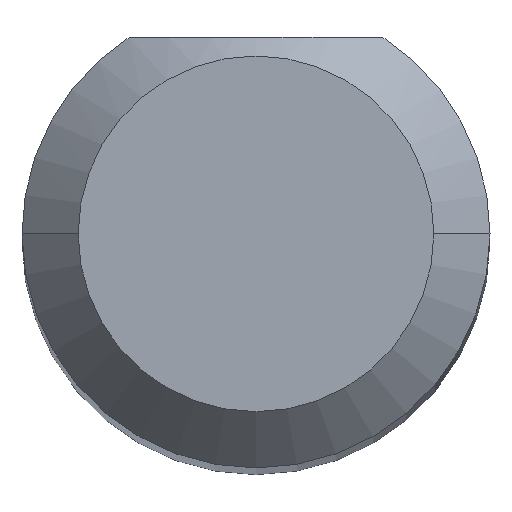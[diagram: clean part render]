
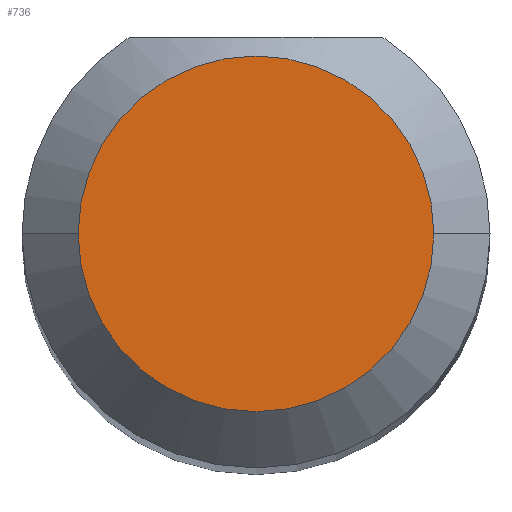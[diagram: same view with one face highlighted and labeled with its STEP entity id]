
A CAD part, top view. The second image highlights one B-rep face of the part: STEP entity #736.
In plain terms, the highlighted planar face has unit normal (0, 0, 1).
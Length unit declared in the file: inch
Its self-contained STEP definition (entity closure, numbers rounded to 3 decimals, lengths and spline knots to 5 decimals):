
#42 = CARTESIAN_POINT ( 'NONE',  ( 0., 0., 1.5 ) ) ;
#59 = DIRECTION ( 'NONE',  ( 0., 0., 1. ) ) ;
#90 = ORIENTED_EDGE ( 'NONE', *, *, #380, .T. ) ;
#200 = CIRCLE ( 'NONE', #375, 0.0475 ) ;
#222 = CARTESIAN_POINT ( 'NONE',  ( -0.0475, 0., 1.5 ) ) ;
#356 = DIRECTION ( 'NONE',  ( 0., 0., 1. ) ) ;
#375 = AXIS2_PLACEMENT_3D ( 'NONE', #874, #356, #710 ) ;
#380 = EDGE_CURVE ( 'NONE', #759, #430, #463, .T. ) ;
#386 = DIRECTION ( 'NONE',  ( 1., 0., 0. ) ) ;
#430 = VERTEX_POINT ( 'NONE', #908 ) ;
#463 = CIRCLE ( 'NONE', #616, 0.0475 ) ;
#492 = DIRECTION ( 'NONE',  ( 1., 0., 0. ) ) ;
#610 = EDGE_CURVE ( 'NONE', #430, #759, #200, .T. ) ;
#616 = AXIS2_PLACEMENT_3D ( 'NONE', #1081, #1083, #492 ) ;
#652 = FACE_OUTER_BOUND ( 'NONE', #934, .T. ) ;
#710 = DIRECTION ( 'NONE',  ( 1., 0., 0. ) ) ;
#736 = ADVANCED_FACE ( 'NONE', ( #652 ), #991, .T. ) ;
#759 = VERTEX_POINT ( 'NONE', #222 ) ;
#786 = ORIENTED_EDGE ( 'NONE', *, *, #610, .T. ) ;
#874 = CARTESIAN_POINT ( 'NONE',  ( 0., 0., 1.5 ) ) ;
#908 = CARTESIAN_POINT ( 'NONE',  ( 0.0475, 0., 1.5 ) ) ;
#934 = EDGE_LOOP ( 'NONE', ( #90, #786 ) ) ;
#991 = PLANE ( 'NONE',  #1020 ) ;
#1020 = AXIS2_PLACEMENT_3D ( 'NONE', #42, #59, #386 ) ;
#1081 = CARTESIAN_POINT ( 'NONE',  ( 0., 0., 1.5 ) ) ;
#1083 = DIRECTION ( 'NONE',  ( 0., 0., 1. ) ) ;
